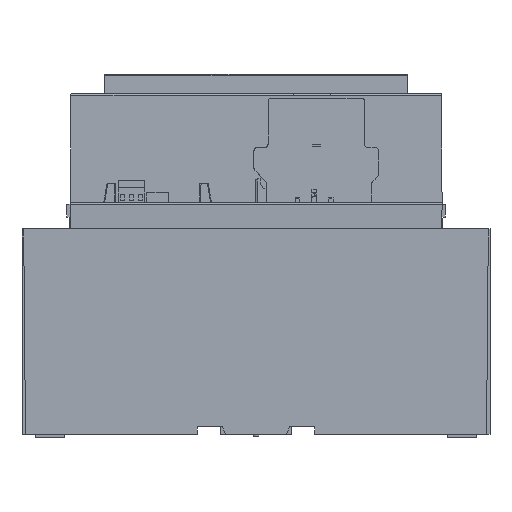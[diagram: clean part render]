
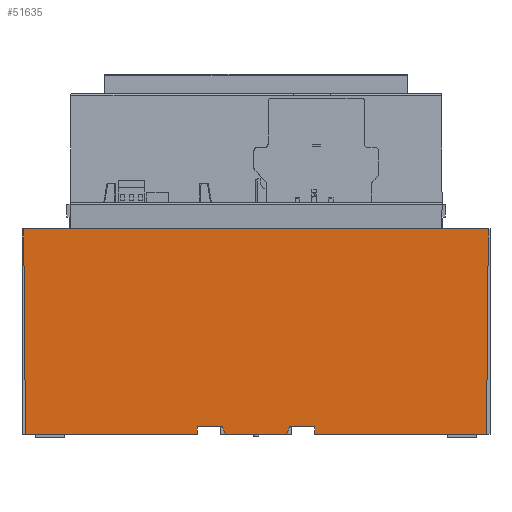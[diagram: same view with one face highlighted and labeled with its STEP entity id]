
A CAD part, left-side view. The second image highlights one B-rep face of the part: STEP entity #51635.
In plain terms, the highlighted planar face has unit normal (-1, 0, -0.009).
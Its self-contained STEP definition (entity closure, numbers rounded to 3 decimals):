
#6351=DIRECTION('',(0.,-1.,0.));
#6352=VECTOR('',#6351,101.935);
#6353=CARTESIAN_POINT('',(-91.935,136.935,2.));
#6354=LINE('',#6353,#6352);
#6521=DIRECTION('',(0.,-1.,0.));
#6522=VECTOR('',#6521,101.935);
#6523=CARTESIAN_POINT('',(-91.935,-35.,2.));
#6524=LINE('',#6523,#6522);
#7638=DIRECTION('',(-0.009,0.,1.));
#7639=VECTOR('',#7638,4.5);
#7640=CARTESIAN_POINT('',(-91.935,35.,2.));
#7641=LINE('',#7640,#7639);
#7645=DIRECTION('',(0.009,0.009,-1.));
#7646=VECTOR('',#7645,122.009);
#7647=CARTESIAN_POINT('',(-93.,-138.,124.));
#7648=LINE('',#7647,#7646);
#7745=DIRECTION('',(0.,-1.,0.));
#7746=VECTOR('',#7745,276.);
#7747=CARTESIAN_POINT('',(-93.,138.,124.));
#7748=LINE('',#7747,#7746);
#7752=DIRECTION('',(0.009,-0.009,-1.));
#7753=VECTOR('',#7752,122.009);
#7754=CARTESIAN_POINT('',(-93.,138.,124.));
#7755=LINE('',#7754,#7753);
#21703=DIRECTION('',(0.009,0.,-1.));
#21704=VECTOR('',#21703,4.5);
#21705=CARTESIAN_POINT('',(-91.975,-35.,6.5));
#21706=LINE('',#21705,#21704);
#21752=DIRECTION('',(0.,-1.,0.));
#21753=VECTOR('',#21752,15.);
#21754=CARTESIAN_POINT('',(-91.975,-20.,6.5));
#21755=LINE('',#21754,#21753);
#21863=DIRECTION('',(0.,-1.,0.));
#21864=VECTOR('',#21863,35.804);
#21865=CARTESIAN_POINT('',(-91.935,17.902,2.));
#21866=LINE('',#21865,#21864);
#21914=DIRECTION('',(-0.008,-0.423,0.906));
#21915=VECTOR('',#21914,4.965);
#21916=CARTESIAN_POINT('',(-91.935,-17.902,2.));
#21917=LINE('',#21916,#21915);
#25330=DIRECTION('',(0.,-1.,0.));
#25331=VECTOR('',#25330,15.);
#25332=CARTESIAN_POINT('',(-91.975,35.,6.5));
#25333=LINE('',#25332,#25331);
#25344=DIRECTION('',(0.008,-0.423,-0.906));
#25345=VECTOR('',#25344,4.965);
#25346=CARTESIAN_POINT('',(-91.975,20.,6.5));
#25347=LINE('',#25346,#25345);
#38981=CARTESIAN_POINT('',(-93.,138.,124.));
#38982=CARTESIAN_POINT('',(-93.,-138.,124.));
#38983=VERTEX_POINT('',#38981);
#38984=VERTEX_POINT('',#38982);
#38985=CARTESIAN_POINT('',(-91.935,-136.935,2.));
#38986=VERTEX_POINT('',#38985);
#38989=CARTESIAN_POINT('',(-91.935,136.935,2.));
#38990=VERTEX_POINT('',#38989);
#39001=CARTESIAN_POINT('',(-91.935,35.,2.));
#39002=VERTEX_POINT('',#39001);
#39003=CARTESIAN_POINT('',(-91.935,17.902,2.));
#39004=CARTESIAN_POINT('',(-91.935,-17.902,2.));
#39005=VERTEX_POINT('',#39003);
#39006=VERTEX_POINT('',#39004);
#39007=CARTESIAN_POINT('',(-91.935,-35.,2.));
#39008=VERTEX_POINT('',#39007);
#39017=CARTESIAN_POINT('',(-91.975,35.,6.5));
#39018=VERTEX_POINT('',#39017);
#39019=CARTESIAN_POINT('',(-91.975,20.,6.5));
#39020=VERTEX_POINT('',#39019);
#39021=CARTESIAN_POINT('',(-91.975,-20.,6.5));
#39022=VERTEX_POINT('',#39021);
#39023=CARTESIAN_POINT('',(-91.975,-35.,6.5));
#39024=VERTEX_POINT('',#39023);
#51607=CARTESIAN_POINT('',(-91.918,150.,0.));
#51608=DIRECTION('',(1.,0.,0.009));
#51609=DIRECTION('',(-0.009,0.,1.));
#51610=AXIS2_PLACEMENT_3D('',#51607,#51608,#51609);
#51611=PLANE('',#51610);
#51613=ORIENTED_EDGE('',*,*,#51612,.T.);
#51614=ORIENTED_EDGE('',*,*,#50308,.F.);
#51616=ORIENTED_EDGE('',*,*,#51615,.F.);
#51618=ORIENTED_EDGE('',*,*,#51617,.F.);
#51620=ORIENTED_EDGE('',*,*,#51619,.F.);
#51622=ORIENTED_EDGE('',*,*,#51621,.F.);
#51624=ORIENTED_EDGE('',*,*,#51623,.F.);
#51626=ORIENTED_EDGE('',*,*,#51625,.F.);
#51627=ORIENTED_EDGE('',*,*,#51591,.F.);
#51628=ORIENTED_EDGE('',*,*,#49998,.F.);
#51630=ORIENTED_EDGE('',*,*,#51629,.F.);
#51632=ORIENTED_EDGE('',*,*,#51631,.T.);
#51633=EDGE_LOOP('',(#51613,#51614,#51616,#51618,#51620,#51622,#51624,#51626,
#51627,#51628,#51630,#51632));
#51634=FACE_OUTER_BOUND('',#51633,.F.);
#49998=EDGE_CURVE('',#38990,#39002,#6354,.T.);
#50308=EDGE_CURVE('',#39008,#38986,#6524,.T.);
#51591=EDGE_CURVE('',#39002,#39018,#7641,.T.);
#51612=EDGE_CURVE('',#38984,#38986,#7648,.T.);
#51615=EDGE_CURVE('',#39024,#39008,#21706,.T.);
#51617=EDGE_CURVE('',#39022,#39024,#21755,.T.);
#51619=EDGE_CURVE('',#39006,#39022,#21917,.T.);
#51621=EDGE_CURVE('',#39005,#39006,#21866,.T.);
#51623=EDGE_CURVE('',#39020,#39005,#25347,.T.);
#51625=EDGE_CURVE('',#39018,#39020,#25333,.T.);
#51629=EDGE_CURVE('',#38983,#38990,#7755,.T.);
#51631=EDGE_CURVE('',#38983,#38984,#7748,.T.);
#51635=ADVANCED_FACE('',(#51634),#51611,.F.);
